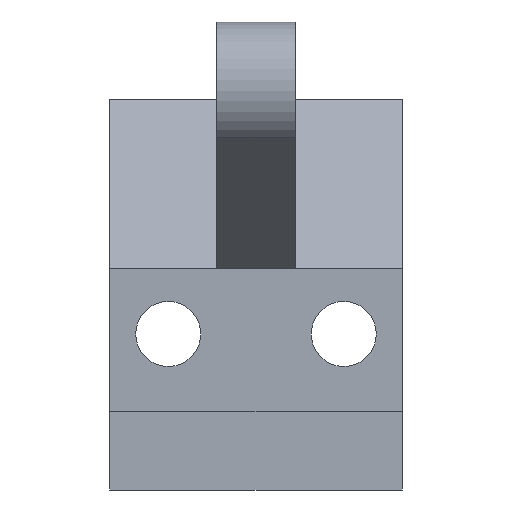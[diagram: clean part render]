
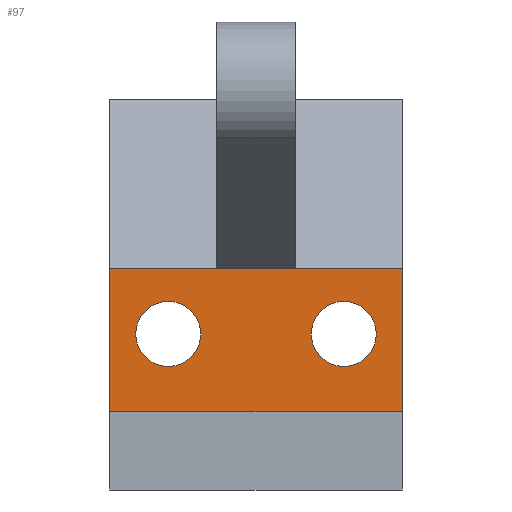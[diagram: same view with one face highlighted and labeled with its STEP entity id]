
A CAD part, front view. The second image highlights one B-rep face of the part: STEP entity #97.
In plain terms, the highlighted planar face has unit normal (0, -1, 0).
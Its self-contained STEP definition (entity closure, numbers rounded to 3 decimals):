
#37=FACE_BOUND('',#168,.T.);
#38=FACE_BOUND('',#169,.T.);
#39=FACE_BOUND('',#170,.T.);
#76=CIRCLE('',#613,5.);
#77=CIRCLE('',#614,5.);
#97=ADVANCED_FACE('',(#37,#38,#39),#125,.F.);
#125=PLANE('',#615);
#168=EDGE_LOOP('',(#274));
#169=EDGE_LOOP('',(#275));
#170=EDGE_LOOP('',(#276,#277,#278,#279,#280,#281));
#274=ORIENTED_EDGE('',*,*,#455,.T.);
#275=ORIENTED_EDGE('',*,*,#456,.T.);
#276=ORIENTED_EDGE('',*,*,#444,.T.);
#277=ORIENTED_EDGE('',*,*,#457,.F.);
#278=ORIENTED_EDGE('',*,*,#434,.F.);
#279=ORIENTED_EDGE('',*,*,#447,.T.);
#280=ORIENTED_EDGE('',*,*,#458,.T.);
#281=ORIENTED_EDGE('',*,*,#453,.T.);
#376=VERTEX_POINT('',#858);
#377=VERTEX_POINT('',#860);
#384=VERTEX_POINT('',#877);
#385=VERTEX_POINT('',#879);
#386=VERTEX_POINT('',#883);
#389=VERTEX_POINT('',#897);
#390=VERTEX_POINT('',#901);
#391=VERTEX_POINT('',#903);
#434=EDGE_CURVE('',#376,#377,#505,.T.);
#444=EDGE_CURVE('',#385,#384,#515,.T.);
#447=EDGE_CURVE('',#376,#386,#518,.T.);
#453=EDGE_CURVE('',#389,#385,#522,.T.);
#455=EDGE_CURVE('',#390,#390,#76,.T.);
#456=EDGE_CURVE('',#391,#391,#77,.T.);
#457=EDGE_CURVE('',#377,#384,#524,.T.);
#458=EDGE_CURVE('',#386,#389,#525,.T.);
#505=LINE('',#859,#564);
#515=LINE('',#878,#574);
#518=LINE('',#884,#577);
#522=LINE('',#896,#581);
#524=LINE('',#904,#583);
#525=LINE('',#905,#584);
#564=VECTOR('',#688,1.);
#574=VECTOR('',#700,1.);
#577=VECTOR('',#705,1.);
#581=VECTOR('',#721,1.);
#583=VECTOR('',#729,1.);
#584=VECTOR('',#730,1.);
#613=AXIS2_PLACEMENT_3D('',#900,#725,#726);
#614=AXIS2_PLACEMENT_3D('',#902,#727,#728);
#615=AXIS2_PLACEMENT_3D('',#906,#731,#732);
#688=DIRECTION('',(0.,0.,-1.));
#700=DIRECTION('',(0.,0.,-1.));
#705=DIRECTION('',(-1.,0.,0.));
#721=DIRECTION('',(-1.,0.,0.));
#725=DIRECTION('',(0.,1.,0.));
#726=DIRECTION('',(0.,0.,1.));
#727=DIRECTION('',(0.,1.,0.));
#728=DIRECTION('',(0.,0.,1.));
#729=DIRECTION('',(-1.,0.,0.));
#730=DIRECTION('',(-1.,0.,0.));
#731=DIRECTION('',(0.,1.,0.));
#732=DIRECTION('',(0.,0.,1.));
#858=CARTESIAN_POINT('',(22.5,7.,34.));
#859=CARTESIAN_POINT('',(22.5,7.,34.));
#860=CARTESIAN_POINT('',(22.5,7.,12.));
#877=CARTESIAN_POINT('',(-22.5,7.,12.));
#878=CARTESIAN_POINT('',(-22.5,7.,34.));
#879=CARTESIAN_POINT('',(-22.5,7.,34.));
#883=CARTESIAN_POINT('',(6.,7.,34.));
#884=CARTESIAN_POINT('',(22.5,7.,34.));
#896=CARTESIAN_POINT('',(22.5,7.,34.));
#897=CARTESIAN_POINT('',(-6.,7.,34.));
#900=CARTESIAN_POINT('',(13.5,7.,24.));
#901=CARTESIAN_POINT('',(13.5,7.,29.));
#902=CARTESIAN_POINT('',(-13.5,7.,24.));
#903=CARTESIAN_POINT('',(-13.5,7.,29.));
#904=CARTESIAN_POINT('',(22.5,7.,12.));
#905=CARTESIAN_POINT('',(6.,7.,34.));
#906=CARTESIAN_POINT('',(22.5,7.,34.));
